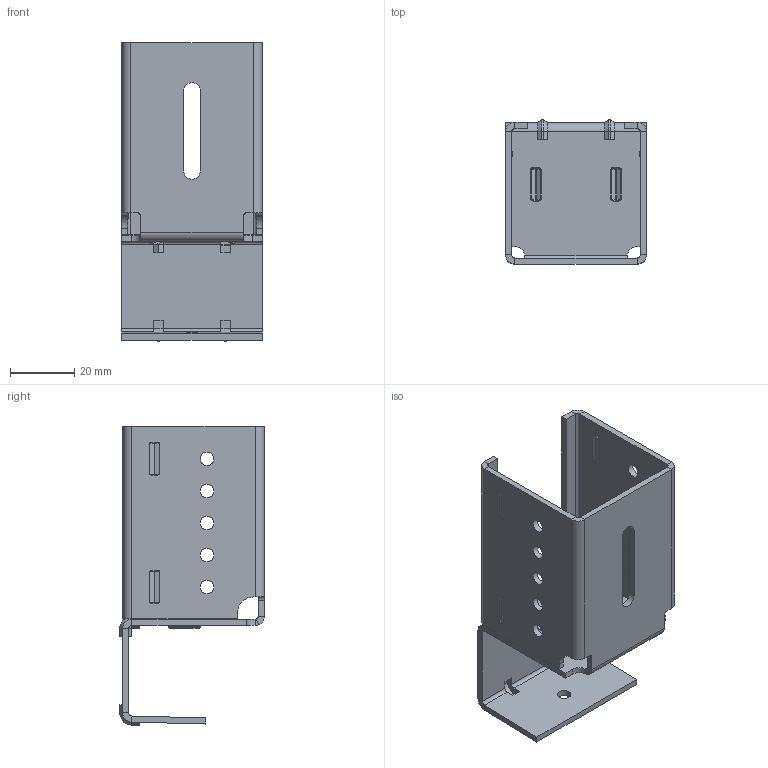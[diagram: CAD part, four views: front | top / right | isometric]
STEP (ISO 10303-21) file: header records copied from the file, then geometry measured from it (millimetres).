
FILE_DESCRIPTION(/* description */ (''),/* implementation_level */ '2;1');
FILE_NAME(/* name */ '13238_KriTec_Einhaengehalter_AL_D28.stp',/* time_stamp */ '2015-10-02T11:01:06+02:00',/* author */ ('kostic'),/* organization */ (''),/* preprocessor_version */ 'ST-DEVELOPER v15.2',/* originating_system */ 'Autodesk Inventor 2014',/* authorisation */ '');
FILE_SCHEMA (('CONFIG_CONTROL_DESIGN'));
Length unit declared in the file: millimetre
Products named in the file (1): 13238_KriTec_Einhaengehalter_AL_D28
Bounding box: 44 x 45.22 x 93.16 mm (x, y, z)
Volume: 22440.6 mm3; surface area: 25653.4 mm2
Topology: 6 solids, 6 shells, 437 faces, 1007 edges, 578 vertices
Faces by surface type: plane 188, cylinder 163, bspline 50, sphere 24, cone 8, torus 4
Full cylindrical faces by diameter (mm): 4.2 x11
Entity records: 13527 total; most frequent: CARTESIAN_POINT 3998, ORIENTED_EDGE 1976, DIRECTION 1918, EDGE_CURVE 988, AXIS2_PLACEMENT_3D 674, VERTEX_POINT 578, LINE 570, VECTOR 570
